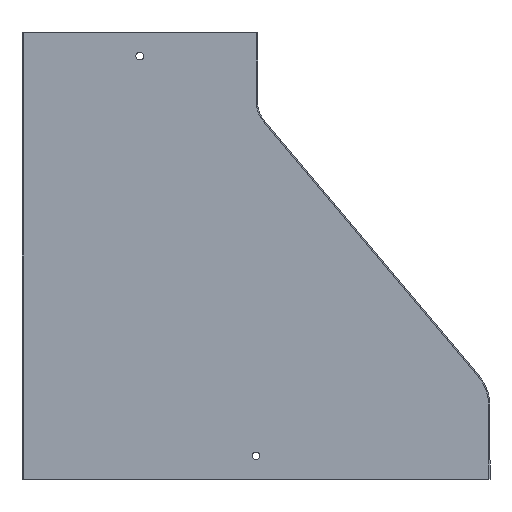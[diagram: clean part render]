
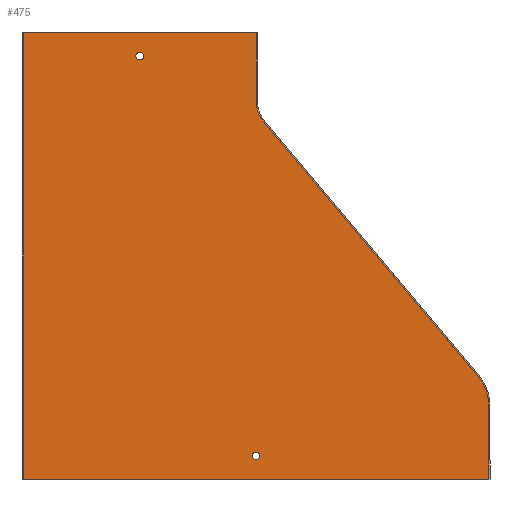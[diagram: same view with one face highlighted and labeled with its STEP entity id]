
A CAD part, front view. The second image highlights one B-rep face of the part: STEP entity #475.
In plain terms, the highlighted planar face has unit normal (0, -1, 0).
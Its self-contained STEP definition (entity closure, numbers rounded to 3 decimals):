
#5 = CARTESIAN_POINT ( 'NONE',  ( 151., 0., -270.5 ) ) ;
#39 = CARTESIAN_POINT ( 'NONE',  ( 301.2, 0., -241.034 ) ) ;
#53 = CARTESIAN_POINT ( 'NONE',  ( 151.2, 0., 0. ) ) ;
#57 = CARTESIAN_POINT ( 'NONE',  ( 301.2, 0., -288. ) ) ;
#69 = CARTESIAN_POINT ( 'NONE',  ( 0.8, 0., -288. ) ) ;
#70 = CARTESIAN_POINT ( 'NONE',  ( 155.624, 0., -56.89 ) ) ;
#101 = CARTESIAN_POINT ( 'NONE',  ( 76., 0., -12.5 ) ) ;
#150 = AXIS2_PLACEMENT_3D ( 'NONE', #451, #434, #448 ) ;
#217 = ORIENTED_EDGE ( 'NONE', *, *, #274, .F. ) ;
#220 = ORIENTED_EDGE ( 'NONE', *, *, #271, .T. ) ;
#221 = ORIENTED_EDGE ( 'NONE', *, *, #273, .F. ) ;
#222 = ORIENTED_EDGE ( 'NONE', *, *, #264, .T. ) ;
#223 = ORIENTED_EDGE ( 'NONE', *, *, #265, .F. ) ;
#225 = ORIENTED_EDGE ( 'NONE', *, *, #263, .F. ) ;
#237 = ORIENTED_EDGE ( 'NONE', *, *, #267, .F. ) ;
#239 = ORIENTED_EDGE ( 'NONE', *, *, #270, .F. ) ;
#248 = ORIENTED_EDGE ( 'NONE', *, *, #268, .F. ) ;
#250 = ORIENTED_EDGE ( 'NONE', *, *, #269, .F. ) ;
#263 = EDGE_CURVE ( 'NONE', #539, #539, #325, .T. ) ;
#264 = EDGE_CURVE ( 'NONE', #311, #343, #639, .T. ) ;
#265 = EDGE_CURVE ( 'NONE', #311, #349, #638, .T. ) ;
#266 = AXIS2_PLACEMENT_3D ( 'NONE', #697, #698, #700 ) ;
#267 = EDGE_CURVE ( 'NONE', #349, #304, #633, .T. ) ;
#268 = EDGE_CURVE ( 'NONE', #304, #393, #634, .T. ) ;
#269 = EDGE_CURVE ( 'NONE', #393, #305, #632, .T. ) ;
#270 = EDGE_CURVE ( 'NONE', #305, #308, #636, .T. ) ;
#271 = EDGE_CURVE ( 'NONE', #306, #308, #630, .T. ) ;
#273 = EDGE_CURVE ( 'NONE', #306, #343, #625, .T. ) ;
#274 = EDGE_CURVE ( 'NONE', #536, #536, #629, .T. ) ;
#292 = AXIS2_PLACEMENT_3D ( 'NONE', #692, #690, #687 ) ;
#300 = AXIS2_PLACEMENT_3D ( 'NONE', #671, #702, #650 ) ;
#303 = AXIS2_PLACEMENT_3D ( 'NONE', #688, #689, #691 ) ;
#304 = VERTEX_POINT ( 'NONE', #70 ) ;
#305 = VERTEX_POINT ( 'NONE', #39 ) ;
#306 = VERTEX_POINT ( 'NONE', #69 ) ;
#308 = VERTEX_POINT ( 'NONE', #57 ) ;
#311 = VERTEX_POINT ( 'NONE', #53 ) ;
#325 = CIRCLE ( 'NONE', #292, 2.5 ) ;
#343 = VERTEX_POINT ( 'NONE', #424 ) ;
#349 = VERTEX_POINT ( 'NONE', #450 ) ;
#354 = EDGE_LOOP ( 'NONE', ( #225 ) ) ;
#355 = EDGE_LOOP ( 'NONE', ( #217 ) ) ;
#357 = EDGE_LOOP ( 'NONE', ( #221, #220, #239, #250, #248, #237, #223, #222 ) ) ;
#393 = VERTEX_POINT ( 'NONE', #414 ) ;
#414 = CARTESIAN_POINT ( 'NONE',  ( 293.858, 0., -220.928 ) ) ;
#424 = CARTESIAN_POINT ( 'NONE',  ( 0.8, 0., 0. ) ) ;
#434 = DIRECTION ( 'NONE',  ( 0., 1., 0. ) ) ;
#448 = DIRECTION ( 'NONE',  ( 0., 0., 1. ) ) ;
#450 = CARTESIAN_POINT ( 'NONE',  ( 151.2, 0., -44.775 ) ) ;
#451 = CARTESIAN_POINT ( 'NONE',  ( 170., 0., -44.775 ) ) ;
#457 = PLANE ( 'NONE',  #150 ) ;
#475 = ADVANCED_FACE ( 'NONE', ( #587, #578, #580 ), #457, .F. ) ;
#536 = VERTEX_POINT ( 'NONE', #101 ) ;
#539 = VERTEX_POINT ( 'NONE', #5 ) ;
#578 = FACE_OUTER_BOUND ( 'NONE', #357, .T. ) ;
#580 = FACE_BOUND ( 'NONE', #354, .T. ) ;
#587 = FACE_BOUND ( 'NONE', #355, .T. ) ;
#623 = VECTOR ( 'NONE', #668, 1000. ) ;
#625 = LINE ( 'NONE', #704, #623 ) ;
#626 = VECTOR ( 'NONE', #705, 1000. ) ;
#628 = VECTOR ( 'NONE', #694, 1000. ) ;
#629 = CIRCLE ( 'NONE', #300, 2.5 ) ;
#630 = LINE ( 'NONE', #666, #626 ) ;
#631 = VECTOR ( 'NONE', #693, 1000. ) ;
#632 = CIRCLE ( 'NONE', #303, 31.2 ) ;
#633 = CIRCLE ( 'NONE', #266, 18.8 ) ;
#634 = LINE ( 'NONE', #695, #631 ) ;
#635 = VECTOR ( 'NONE', #655, 1000. ) ;
#636 = LINE ( 'NONE', #682, #628 ) ;
#637 = VECTOR ( 'NONE', #686, 1000. ) ;
#638 = LINE ( 'NONE', #696, #635 ) ;
#639 = LINE ( 'NONE', #679, #637 ) ;
#650 = DIRECTION ( 'NONE',  ( 0., 0., 1. ) ) ;
#655 = DIRECTION ( 'NONE',  ( 0., 0., -1. ) ) ;
#666 = CARTESIAN_POINT ( 'NONE',  ( 302., 0., -288. ) ) ;
#668 = DIRECTION ( 'NONE',  ( 0., 0., 1. ) ) ;
#671 = CARTESIAN_POINT ( 'NONE',  ( 76., 0., -15. ) ) ;
#679 = CARTESIAN_POINT ( 'NONE',  ( 152., 0., 0. ) ) ;
#682 = CARTESIAN_POINT ( 'NONE',  ( 301.2, 0., -44.775 ) ) ;
#686 = DIRECTION ( 'NONE',  ( -1., 0., 0. ) ) ;
#687 = DIRECTION ( 'NONE',  ( 0., 0., 1. ) ) ;
#688 = CARTESIAN_POINT ( 'NONE',  ( 270., 0., -241.034 ) ) ;
#689 = DIRECTION ( 'NONE',  ( 0., 1., 0. ) ) ;
#690 = DIRECTION ( 'NONE',  ( 0., -1., 0. ) ) ;
#691 = DIRECTION ( 'NONE',  ( 0., 0., 1. ) ) ;
#692 = CARTESIAN_POINT ( 'NONE',  ( 151., 0., -273. ) ) ;
#693 = DIRECTION ( 'NONE',  ( 0.644, 0., -0.765 ) ) ;
#694 = DIRECTION ( 'NONE',  ( 0., 0., -1. ) ) ;
#695 = CARTESIAN_POINT ( 'NONE',  ( 155.624, 0., -56.89 ) ) ;
#696 = CARTESIAN_POINT ( 'NONE',  ( 151.2, 0., -44.775 ) ) ;
#697 = CARTESIAN_POINT ( 'NONE',  ( 170., 0., -44.775 ) ) ;
#698 = DIRECTION ( 'NONE',  ( 0., -1., 0. ) ) ;
#700 = DIRECTION ( 'NONE',  ( 0., 0., 1. ) ) ;
#702 = DIRECTION ( 'NONE',  ( 0., -1., 0. ) ) ;
#704 = CARTESIAN_POINT ( 'NONE',  ( 0.8, 0., -44.775 ) ) ;
#705 = DIRECTION ( 'NONE',  ( 1., 0., 0. ) ) ;
